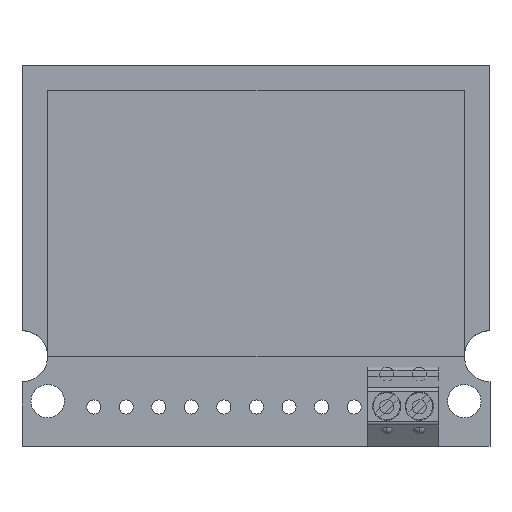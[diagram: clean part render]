
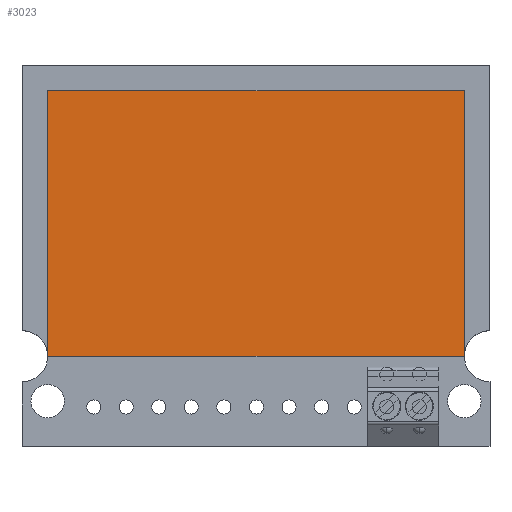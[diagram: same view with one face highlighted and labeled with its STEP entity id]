
A CAD part, top view. The second image highlights one B-rep face of the part: STEP entity #3023.
In plain terms, the highlighted planar face has unit normal (0, 0, 1).
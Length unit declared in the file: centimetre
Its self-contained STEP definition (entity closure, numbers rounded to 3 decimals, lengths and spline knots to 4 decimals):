
#341=VERTEX_POINT('',#4312);
#342=VERTEX_POINT('',#4313);
#345=VERTEX_POINT('',#4321);
#347=VERTEX_POINT('',#4327);
#621=VECTOR('',#3588,1.);
#625=VECTOR('',#3593,1.);
#628=VECTOR('',#3597,1.);
#631=VECTOR('',#3601,1.);
#880=LINE('',#4311,#621);
#884=LINE('',#4320,#625);
#887=LINE('',#4326,#628);
#890=LINE('',#4332,#631);
#1169=EDGE_CURVE('',#341,#342,#880,.T.);
#1173=EDGE_CURVE('',#342,#345,#884,.T.);
#1176=EDGE_CURVE('',#345,#347,#887,.T.);
#1179=EDGE_CURVE('',#347,#341,#890,.T.);
#1692=ORIENTED_EDGE('',*,*,#1169,.F.);
#1693=ORIENTED_EDGE('',*,*,#1179,.F.);
#1694=ORIENTED_EDGE('',*,*,#1176,.F.);
#1695=ORIENTED_EDGE('',*,*,#1173,.F.);
#2556=EDGE_LOOP('',(#1692,#1693,#1694,#1695));
#2809=FACE_BOUND('',#2556,.T.);
#3023=ADVANCED_FACE('',(#2809),#5443,.T.);
#3247=AXIS2_PLACEMENT_3D('',#4334,#3603,$);
#3588=DIRECTION('',(1.,0.,0.));
#3593=DIRECTION('',(0.,-1.,0.));
#3597=DIRECTION('',(-1.,0.,0.));
#3601=DIRECTION('',(0.,1.,0.));
#3603=DIRECTION('',(0.,0.,1.));
#4311=CARTESIAN_POINT('',(3.25,2.07,0.9));
#4312=CARTESIAN_POINT('',(0.,2.07,0.9));
#4313=CARTESIAN_POINT('',(3.25,2.07,0.9));
#4320=CARTESIAN_POINT('',(3.25,0.,0.9));
#4321=CARTESIAN_POINT('',(3.25,0.,0.9));
#4326=CARTESIAN_POINT('',(0.,0.,0.9));
#4327=CARTESIAN_POINT('',(0.,0.,0.9));
#4332=CARTESIAN_POINT('',(0.,2.07,0.9));
#4334=CARTESIAN_POINT('',(1.625,1.035,0.9));
#5443=PLANE('',#3247);
